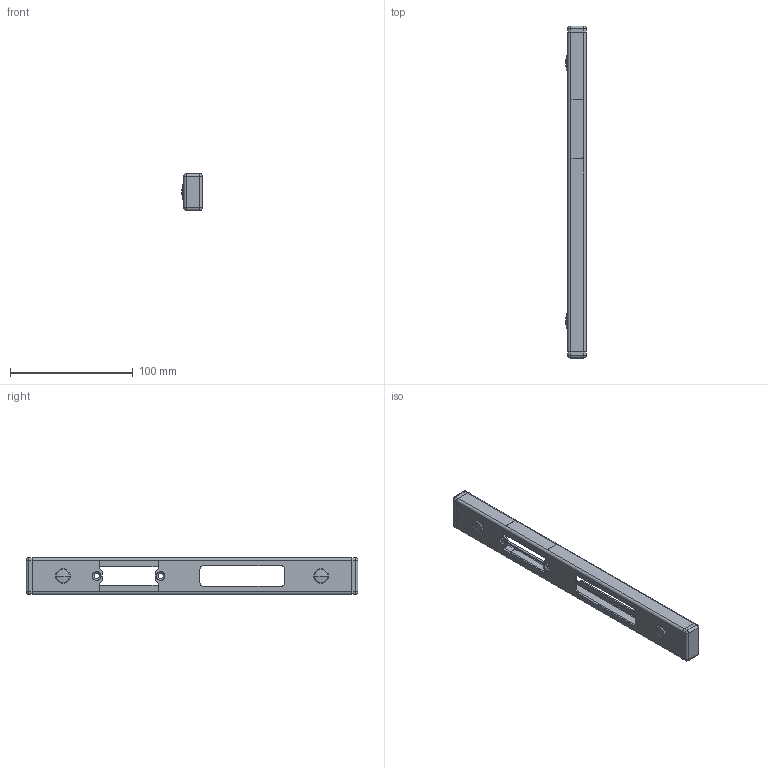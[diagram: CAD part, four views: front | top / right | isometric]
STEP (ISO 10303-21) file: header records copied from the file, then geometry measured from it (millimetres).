
FILE_DESCRIPTION (( 'STEP AP214' ), '1' );
FILE_NAME ('B8_62-30x15.STEP', '2024-11-26T08:01:34', ( '' ), ( '' ), 'SwSTEP 2.0', 'SolidWorks 2019', '' );
FILE_SCHEMA (( 'AUTOMOTIVE_DESIGN' ));
Length unit declared in the file: millimetre
Products named in the file (1): B8_62-30x15
Bounding box: 16.7 x 270 x 30 mm (x, y, z)
Volume: 30223.6 mm3; surface area: 40350.9 mm2
Topology: 5 solids, 5 shells, 440 faces, 1170 edges, 742 vertices
Faces by surface type: plane 208, cylinder 176, cone 32, sphere 12, torus 12
Entity records: 13836 total; most frequent: CARTESIAN_POINT 2849, ORIENTED_EDGE 2324, DIRECTION 2244, EDGE_CURVE 1162, AXIS2_PLACEMENT_3D 761, VERTEX_POINT 742, VECTOR 722, LINE 722
